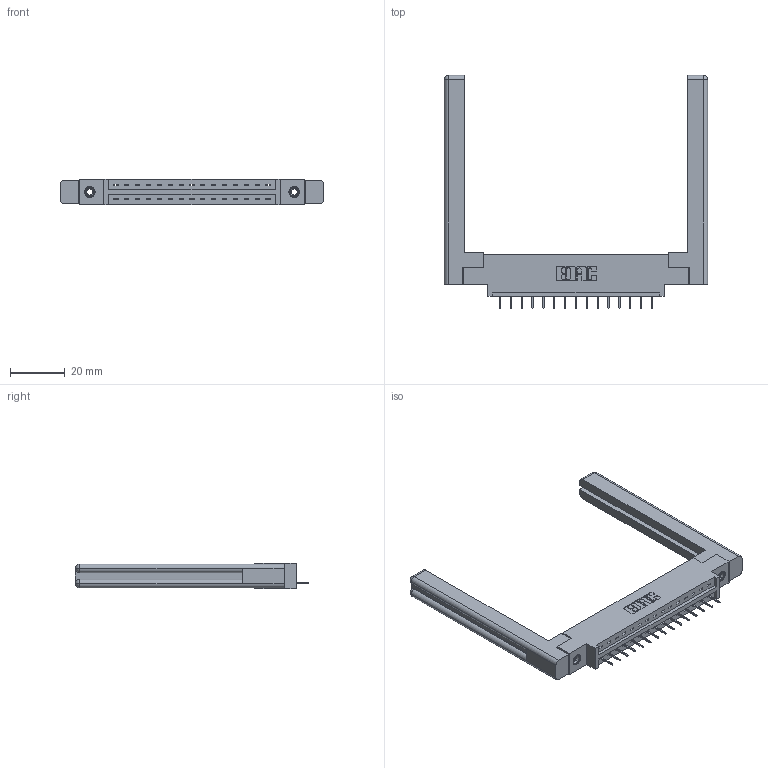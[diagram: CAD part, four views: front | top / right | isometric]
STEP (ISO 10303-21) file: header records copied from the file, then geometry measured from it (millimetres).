
FILE_DESCRIPTION (( 'STEP AP203' ), '1' );
FILE_NAME ('387-015-524-658.STEP', '2019-10-02T16:45:05', ( '' ), ( '' ), 'SwSTEP 2.0', 'SolidWorks 2016', '' );
FILE_SCHEMA (( 'CONFIG_CONTROL_DESIGN' ));
Length unit declared in the file: inch
Products named in the file (5): 345-292-001_345-293-124; 387-015-524-658; 307-220-058; 345-250-001_345-250-001-102; 337 Part_0.170 Offset - 0.156 Dia-TI
Assembly tree (20 placements, depth 2):
  387-015-524-658
    337 Part_0.170 Offset - 0.156 Dia-TI
    345-292-001_345-293-124  x15
    345-250-001_345-250-001-102  x2
    307-220-058  x2
Bounding box: 96.06 x 85.1 x 9.4 mm (x, y, z)
Volume: 16631.6 mm3; surface area: 14736.5 mm2
Topology: 20 solids, 20 shells, 1250 faces, 3557 edges, 2298 vertices
Faces by surface type: plane 938, cylinder 288, cone 12, torus 12
Entity records: 17482 total; most frequent: CARTESIAN_POINT 3042, ORIENTED_EDGE 2932, DIRECTION 2636, EDGE_CURVE 1466, VECTOR 1294, LINE 1294, VERTEX_POINT 966, AXIS2_PLACEMENT_3D 671
